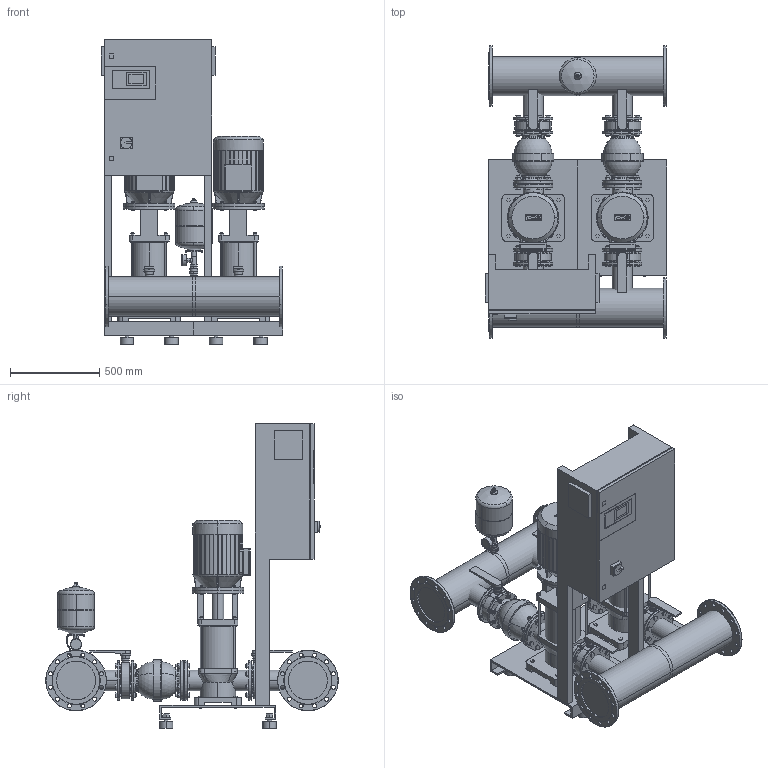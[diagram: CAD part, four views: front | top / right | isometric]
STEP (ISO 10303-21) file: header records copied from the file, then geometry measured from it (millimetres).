
FILE_DESCRIPTION((''),'2;1');
FILE_NAME('3d_CO-2MVI7002_2-2523187.stp','2011-08-26T13:37:16',(''),(''),'Mechanical Desktop 2009','Mechanical Desktop 2009',', , ');
FILE_SCHEMA(('CONFIG_CONTROL_DESIGN'));
Length unit declared in the file: millimetre
Products named in the file (1): Product
Bounding box: 1020 x 1639.55 x 1708 mm (x, y, z)
Volume: 362369302.9 mm3; surface area: 13920990.4 mm2
Topology: 132 solids, 132 shells, 3721 faces, 8901 edges, 5772 vertices
Faces by surface type: plane 1865, cylinder 1022, bspline 512, cone 220, torus 76, sphere 26
Full cylindrical faces by diameter (mm): 114.3 x4, 205 x4
Entity records: 116567 total; most frequent: CARTESIAN_POINT 28527, DIRECTION 18451, ORIENTED_EDGE 17754, EDGE_CURVE 8877, AXIS2_PLACEMENT_3D 6470, VERTEX_POINT 5766, VECTOR 5511, LINE 5511
